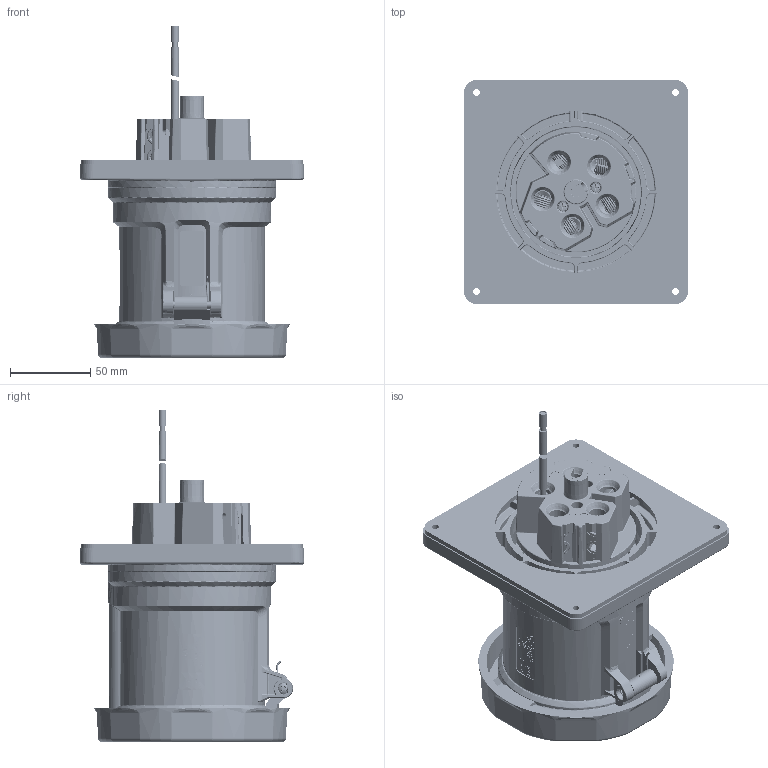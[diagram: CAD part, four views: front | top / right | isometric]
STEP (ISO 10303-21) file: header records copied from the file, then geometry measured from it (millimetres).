
FILE_DESCRIPTION (( 'STEP AP214' ), '1' );
FILE_NAME ('ORC5154-M01.STEP', '2024-07-31T18:09:38', ( '' ), ( '' ), 'SwSTEP 2.0', 'SolidWorks 2020', '' );
FILE_SCHEMA (( 'AUTOMOTIVE_DESIGN' ));
Length unit declared in the file: inch
Products named in the file (1): ORC5154-M01
Bounding box: 139.7 x 139.7 x 206.82 mm (x, y, z)
Volume: 955623.4 mm3; surface area: 318466.3 mm2
Topology: 43 solids, 43 shells, 6403 faces, 16216 edges, 9855 vertices
Faces by surface type: plane 1817, cylinder 1565, bspline 1558, torus 626, cone 508, sphere 329
Entity records: 370246 total; most frequent: CARTESIAN_POINT 149431, ORIENTED_EDGE 31966, DIRECTION 24100, EDGE_CURVE 15983, VERTEX_POINT 9853, AXIS2_PLACEMENT_3D 9237, EDGE_LOOP 6806, LENGTH_MEASURE_WITH_UNIT 6448
